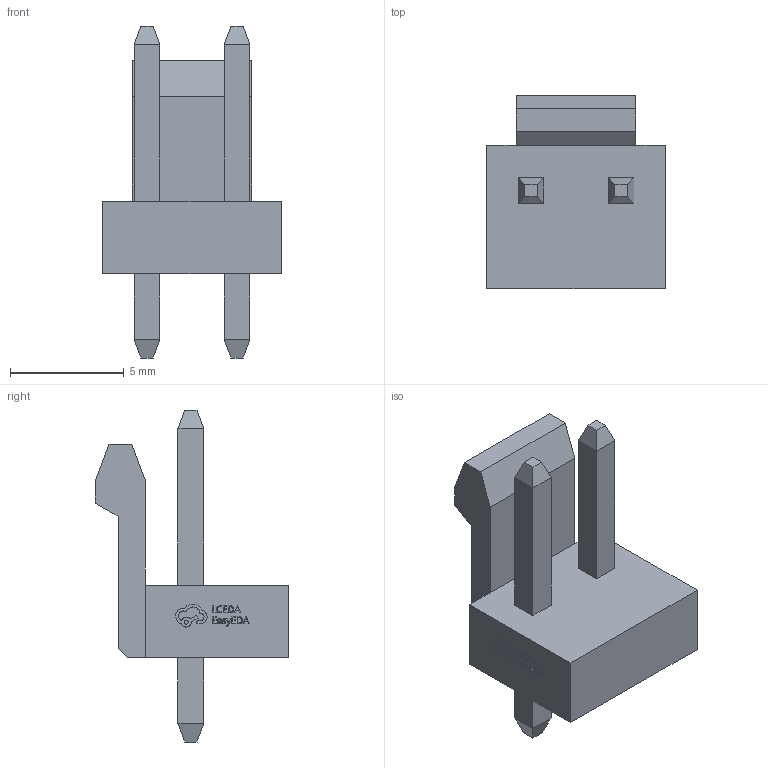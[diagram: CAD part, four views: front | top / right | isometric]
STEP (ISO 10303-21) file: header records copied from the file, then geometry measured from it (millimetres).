
FILE_DESCRIPTION (( 'STEP AP214' ), '1' );
FILE_NAME ('CONN-TH_B2P-VH-BK.step', '2022-08-05T10:24:31', ( '' ), ( '' ), 'SwSTEP 2.0', 'SolidWorks 2020', '' );
FILE_SCHEMA (( 'AUTOMOTIVE_DESIGN' ));
Length unit declared in the file: millimetre
Products named in the file (1): CONN-TH_B2P-VH-BK
Bounding box: 7.86 x 8.5 x 14.6 mm (x, y, z)
Volume: 255.3 mm3; surface area: 394 mm2
Topology: 14 solids, 14 shells, 284 faces, 738 edges, 486 vertices
Faces by surface type: plane 186, bspline 98
Entity records: 12389 total; most frequent: CARTESIAN_POINT 2815, ORIENTED_EDGE 1476, DIRECTION 912, EDGE_CURVE 738, VECTOR 538, LINE 538, VERTEX_POINT 486, UNCERTAINTY_MEASURE_WITH_UNIT 300
